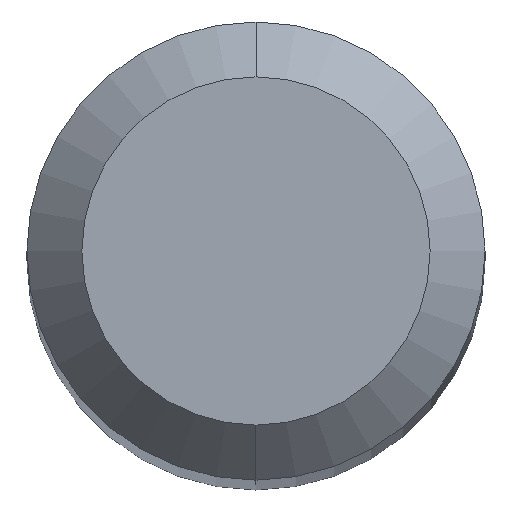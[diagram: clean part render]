
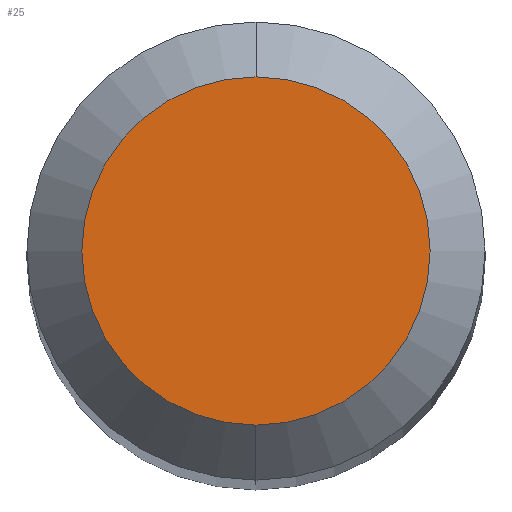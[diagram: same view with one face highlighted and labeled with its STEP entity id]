
A CAD part, top view. The second image highlights one B-rep face of the part: STEP entity #25.
In plain terms, the highlighted planar face has unit normal (0, 0, 1).
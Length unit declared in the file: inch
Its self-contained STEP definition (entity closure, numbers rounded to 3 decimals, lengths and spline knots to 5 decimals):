
#18 = AXIS2_PLACEMENT_3D ( 'NONE', #355, #138, #51 ) ;
#25 = ADVANCED_FACE ( 'NONE', ( #458 ), #376, .F. ) ;
#27 = AXIS2_PLACEMENT_3D ( 'NONE', #301, #253, #62 ) ;
#51 = DIRECTION ( 'NONE',  ( 0., -1., 0. ) ) ;
#62 = DIRECTION ( 'NONE',  ( 0., 1., 0. ) ) ;
#83 = CARTESIAN_POINT ( 'NONE',  ( 0., 0., 0. ) ) ;
#125 = CARTESIAN_POINT ( 'NONE',  ( 0., 0.0475, 0. ) ) ;
#138 = DIRECTION ( 'NONE',  ( 0., 0., 1. ) ) ;
#140 = EDGE_LOOP ( 'NONE', ( #366, #446 ) ) ;
#169 = CIRCLE ( 'NONE', #205, 0.0475 ) ;
#205 = AXIS2_PLACEMENT_3D ( 'NONE', #83, #475, #281 ) ;
#210 = EDGE_CURVE ( 'NONE', #419, #256, #169, .T. ) ;
#253 = DIRECTION ( 'NONE',  ( 0., 0., -1. ) ) ;
#256 = VERTEX_POINT ( 'NONE', #125 ) ;
#281 = DIRECTION ( 'NONE',  ( 0., -1., 0. ) ) ;
#301 = CARTESIAN_POINT ( 'NONE',  ( 0., 0.0475, 0. ) ) ;
#305 = EDGE_CURVE ( 'NONE', #256, #419, #321, .T. ) ;
#321 = CIRCLE ( 'NONE', #18, 0.0475 ) ;
#355 = CARTESIAN_POINT ( 'NONE',  ( 0., 0., 0. ) ) ;
#366 = ORIENTED_EDGE ( 'NONE', *, *, #305, .T. ) ;
#376 = PLANE ( 'NONE',  #27 ) ;
#419 = VERTEX_POINT ( 'NONE', #437 ) ;
#437 = CARTESIAN_POINT ( 'NONE',  ( 0., -0.0475, 0. ) ) ;
#446 = ORIENTED_EDGE ( 'NONE', *, *, #210, .T. ) ;
#458 = FACE_OUTER_BOUND ( 'NONE', #140, .T. ) ;
#475 = DIRECTION ( 'NONE',  ( 0., 0., 1. ) ) ;
